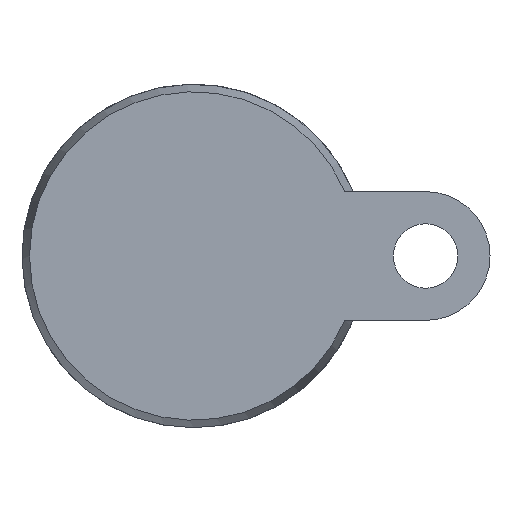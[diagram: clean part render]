
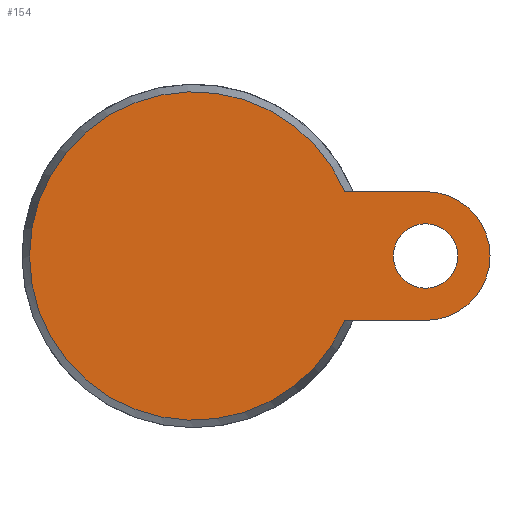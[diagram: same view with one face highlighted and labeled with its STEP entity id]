
A CAD part, front view. The second image highlights one B-rep face of the part: STEP entity #154.
In plain terms, the highlighted planar face has unit normal (0, -1, 0).
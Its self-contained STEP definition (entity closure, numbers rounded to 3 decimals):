
#154 = ADVANCED_FACE( '', ( #323, #324 ), #325, .F. );
#323 = FACE_BOUND( '', #530, .T. );
#324 = FACE_OUTER_BOUND( '', #531, .T. );
#325 = PLANE( '', #532 );
#530 = EDGE_LOOP( '', ( #877 ) );
#531 = EDGE_LOOP( '', ( #878, #879, #880, #881 ) );
#532 = AXIS2_PLACEMENT_3D( '', #882, #883, #884 );
#877 = ORIENTED_EDGE( '', *, *, #1091, .T. );
#878 = ORIENTED_EDGE( '', *, *, #1076, .F. );
#879 = ORIENTED_EDGE( '', *, *, #989, .T. );
#880 = ORIENTED_EDGE( '', *, *, #1063, .F. );
#881 = ORIENTED_EDGE( '', *, *, #997, .F. );
#882 = CARTESIAN_POINT( '', ( 38.25, 0., 0. ) );
#883 = DIRECTION( '', ( 0., 1., 0. ) );
#884 = DIRECTION( '', ( 0., 0., 1. ) );
#989 = EDGE_CURVE( '', #1155, #1159, #1161, .T. );
#997 = EDGE_CURVE( '', #1173, #1174, #1175, .T. );
#1063 = EDGE_CURVE( '', #1174, #1159, #1268, .T. );
#1076 = EDGE_CURVE( '', #1155, #1173, #1284, .T. );
#1091 = EDGE_CURVE( '', #1300, #1300, #1301, .T. );
#1155 = VERTEX_POINT( '', #1389 );
#1159 = VERTEX_POINT( '', #1396 );
#1161 = CIRCLE( '', #1401, 38.25 );
#1173 = VERTEX_POINT( '', #1415 );
#1174 = VERTEX_POINT( '', #1416 );
#1175 = CIRCLE( '', #1417, 15. );
#1268 = LINE( '', #1614, #1615 );
#1284 = LINE( '', #1659, #1660 );
#1300 = VERTEX_POINT( '', #1696 );
#1301 = CIRCLE( '', #1697, 7.5 );
#1389 = CARTESIAN_POINT( '', ( 35.186, 0., 15. ) );
#1396 = CARTESIAN_POINT( '', ( 35.186, 0., -15. ) );
#1401 = AXIS2_PLACEMENT_3D( '', #1743, #1744, #1745 );
#1415 = CARTESIAN_POINT( '', ( 54., 0., 15. ) );
#1416 = CARTESIAN_POINT( '', ( 54., 0., -15. ) );
#1417 = AXIS2_PLACEMENT_3D( '', #1757, #1758, #1759 );
#1614 = CARTESIAN_POINT( '', ( 54., 0., -15. ) );
#1615 = VECTOR( '', #1830, 1000. );
#1659 = CARTESIAN_POINT( '', ( 0., 0., 15. ) );
#1660 = VECTOR( '', #1835, 1000. );
#1696 = CARTESIAN_POINT( '', ( 61.5, 0., 0. ) );
#1697 = AXIS2_PLACEMENT_3D( '', #1843, #1844, #1845 );
#1743 = CARTESIAN_POINT( '', ( 0., 0., 0. ) );
#1744 = DIRECTION( '', ( 0., -1., 0. ) );
#1745 = DIRECTION( '', ( 0., 0., -1. ) );
#1757 = CARTESIAN_POINT( '', ( 54., 0., 0. ) );
#1758 = DIRECTION( '', ( 0., 1., 0. ) );
#1759 = DIRECTION( '', ( 1., 0., 0. ) );
#1830 = DIRECTION( '', ( -1., 0., 0. ) );
#1835 = DIRECTION( '', ( 1., 0., 0. ) );
#1843 = CARTESIAN_POINT( '', ( 54., 0., 0. ) );
#1844 = DIRECTION( '', ( 0., 1., 0. ) );
#1845 = DIRECTION( '', ( 1., 0., 0. ) );
